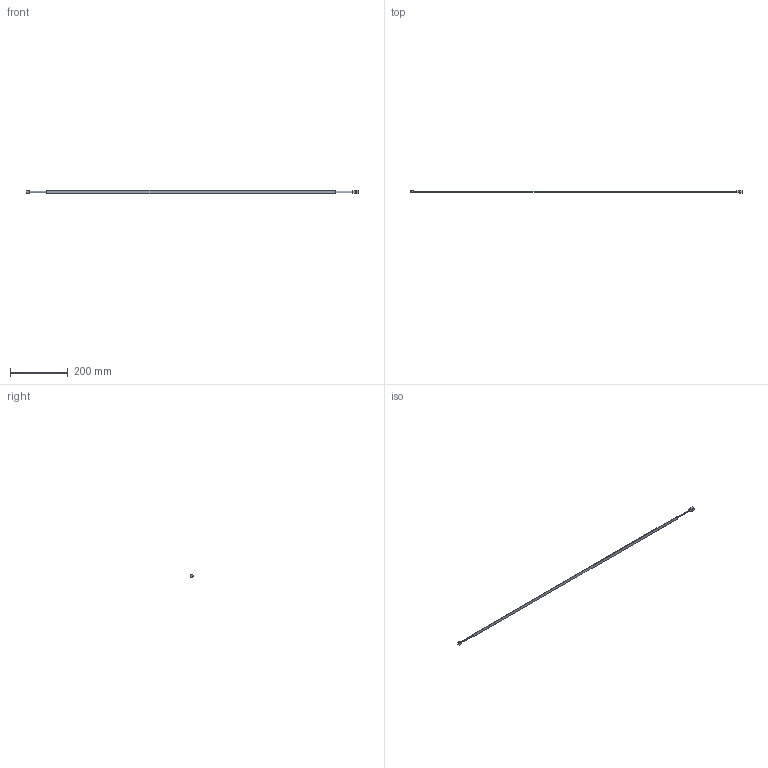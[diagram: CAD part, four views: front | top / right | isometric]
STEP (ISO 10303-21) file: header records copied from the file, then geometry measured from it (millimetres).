
FILE_DESCRIPTION (( 'STEP AP203' ), '1' );
FILE_NAME ('REV-11-1198.STEP', '2017-12-14T22:13:21', ( '' ), ( '' ), 'SwSTEP 2.0', 'SolidWorks 2017', '' );
FILE_SCHEMA (( 'CONFIG_CONTROL_DESIGN' ));
Length unit declared in the file: millimetre
Products named in the file (1): REV-11-1198
Bounding box: 1149.9 x 9.1 x 12 mm (x, y, z)
Volume: 29049.9 mm3; surface area: 27380.6 mm2
Topology: 1 solids, 1 shells, 65 faces, 164 edges, 108 vertices
Faces by surface type: plane 40, cylinder 23, torus 2
Entity records: 2039 total; most frequent: CARTESIAN_POINT 358, DIRECTION 336, ORIENTED_EDGE 328, EDGE_CURVE 164, LINE 116, VECTOR 116, AXIS2_PLACEMENT_3D 110, VERTEX_POINT 108
